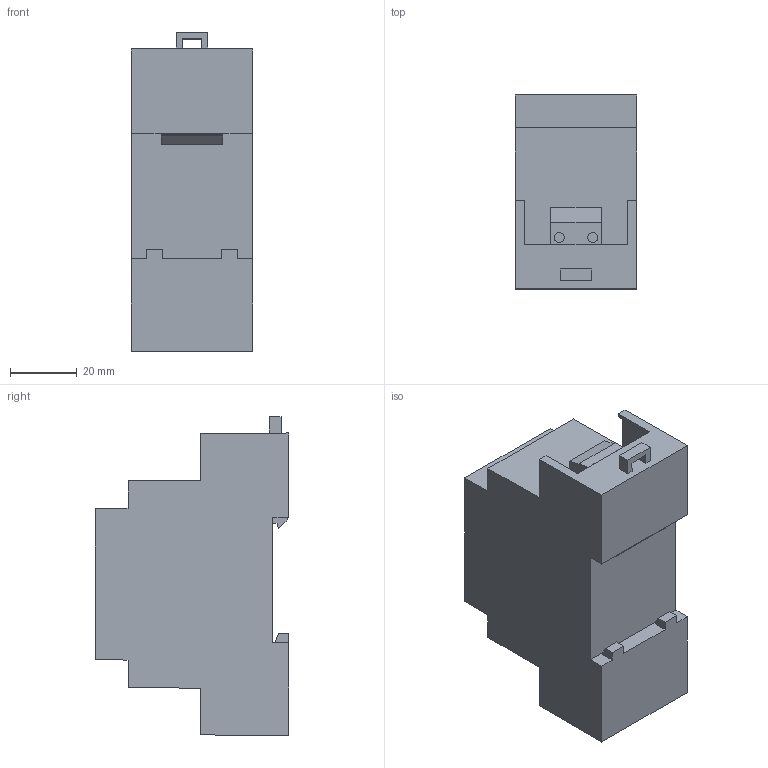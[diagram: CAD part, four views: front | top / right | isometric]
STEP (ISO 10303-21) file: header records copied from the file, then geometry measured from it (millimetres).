
FILE_DESCRIPTION (( 'STEP AP214' ), '1' );
FILE_NAME ('217479.STEP', '2020-05-29T02:43:52', ( '' ), ( '' ), 'SwSTEP 2.0', 'SolidWorks 2018', '' );
FILE_SCHEMA (( 'AUTOMOTIVE_DESIGN' ));
Length unit declared in the file: millimetre
Products named in the file (1): 217479
Bounding box: 36.2 x 57.8 x 95.16 mm (x, y, z)
Volume: 133416.3 mm3; surface area: 22086.2 mm2
Topology: 1 solids, 1 shells, 114 faces, 296 edges, 194 vertices
Faces by surface type: plane 98, cylinder 16
Entity records: 3470 total; most frequent: CARTESIAN_POINT 605, ORIENTED_EDGE 592, DIRECTION 558, EDGE_CURVE 296, VECTOR 264, LINE 264, VERTEX_POINT 194, AXIS2_PLACEMENT_3D 147
